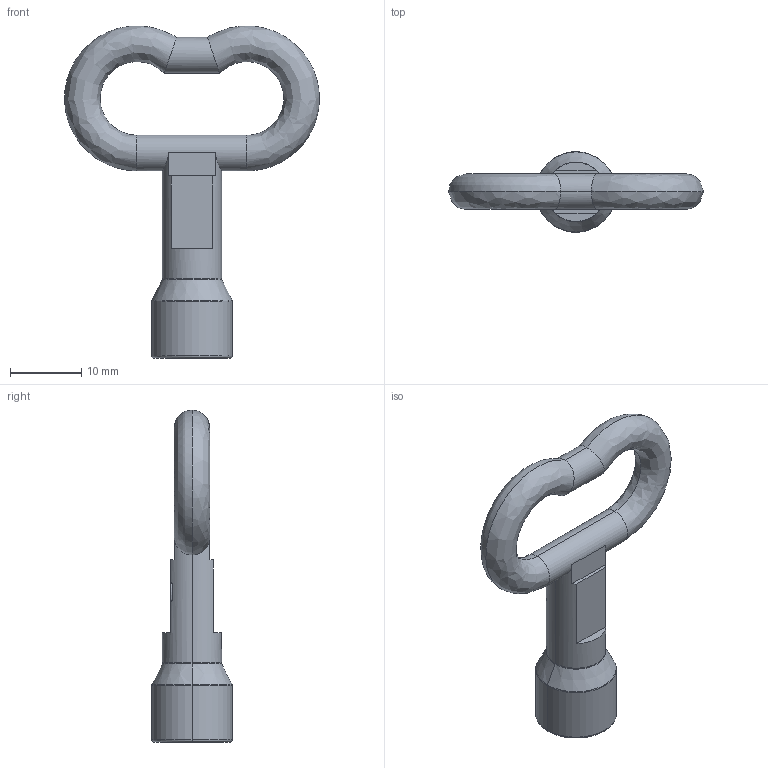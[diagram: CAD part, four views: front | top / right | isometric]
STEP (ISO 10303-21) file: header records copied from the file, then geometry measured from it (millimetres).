
FILE_DESCRIPTION (( 'STEP AP203' ), '1' );
FILE_NAME ('AP03.77.1.2 KROM.STEP', '2022-07-26T10:48:25', ( '' ), ( '' ), 'SwSTEP 2.0', 'SolidWorks 2021', '' );
FILE_SCHEMA (( 'CONFIG_CONTROL_DESIGN' ));
Length unit declared in the file: millimetre
Products named in the file (1): AP03.77.1.2 KROM
Bounding box: 35.68 x 11.3 x 46.49 mm (x, y, z)
Surface area: 2239.2 mm2 (no closed solid volume)
Topology: 0 solids, 1 shells, 62 faces, 165 edges, 102 vertices
Faces by surface type: plane 24, bspline 19, cylinder 11, torus 6, cone 2
Entity records: 3406 total; most frequent: CARTESIAN_POINT 1924, ORIENTED_EDGE 315, DIRECTION 247, EDGE_CURVE 165, VERTEX_POINT 102, AXIS2_PLACEMENT_3D 86, VECTOR 75, LINE 75
